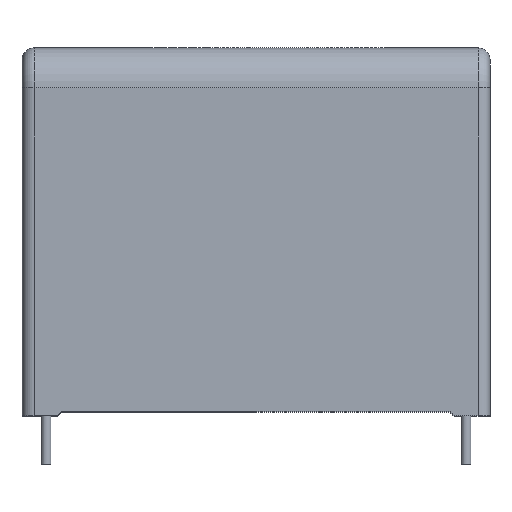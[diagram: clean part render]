
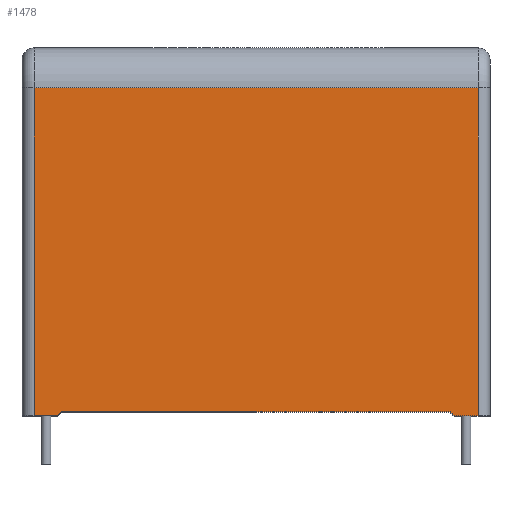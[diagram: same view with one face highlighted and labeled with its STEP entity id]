
A CAD part, top view. The second image highlights one B-rep face of the part: STEP entity #1478.
In plain terms, the highlighted planar face has unit normal (0, 0, 1).
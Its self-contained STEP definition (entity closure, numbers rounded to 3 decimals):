
#296 = ORIENTED_EDGE ( 'NONE', *, *, #3729, .F. ) ;
#306 = ORIENTED_EDGE ( 'NONE', *, *, #3341, .F. ) ;
#309 = ORIENTED_EDGE ( 'NONE', *, *, #1181, .T. ) ;
#314 = ORIENTED_EDGE ( 'NONE', *, *, #3153, .T. ) ;
#326 = ORIENTED_EDGE ( 'NONE', *, *, #2355, .T. ) ;
#332 = ORIENTED_EDGE ( 'NONE', *, *, #2156, .T. ) ;
#341 = ORIENTED_EDGE ( 'NONE', *, *, #1955, .T. ) ;
#345 = ORIENTED_EDGE ( 'NONE', *, *, #1697, .F. ) ;
#370 = VECTOR ( 'NONE', #3570, 1000. ) ;
#383 = FACE_OUTER_BOUND ( 'NONE', #1807, .T. ) ;
#438 = DIRECTION ( 'NONE',  ( -1., 0., 0. ) ) ;
#465 = VERTEX_POINT ( 'NONE', #3187 ) ;
#487 = CARTESIAN_POINT ( 'NONE',  ( 27.75, 0., 15.5 ) ) ;
#574 = CARTESIAN_POINT ( 'NONE',  ( 27.75, 41., 15.5 ) ) ;
#653 = DIRECTION ( 'NONE',  ( -0.707, 0.707, 0. ) ) ;
#728 = VERTEX_POINT ( 'NONE', #1831 ) ;
#886 = DIRECTION ( 'NONE',  ( 0., -1., 0. ) ) ;
#1025 = VECTOR ( 'NONE', #653, 1000. ) ;
#1093 = VECTOR ( 'NONE', #3851, 1000. ) ;
#1181 = EDGE_CURVE ( 'NONE', #3974, #2594, #2936, .T. ) ;
#1185 = VERTEX_POINT ( 'NONE', #4144 ) ;
#1271 = DIRECTION ( 'NONE',  ( -0.707, -0.707, 0. ) ) ;
#1364 = LINE ( 'NONE', #2364, #370 ) ;
#1463 = AXIS2_PLACEMENT_3D ( 'NONE', #2526, #2539, #438 ) ;
#1478 = ADVANCED_FACE ( 'NONE', ( #383 ), #2239, .F. ) ;
#1484 = CARTESIAN_POINT ( 'NONE',  ( -24.75, 0., 15.5 ) ) ;
#1621 = LINE ( 'NONE', #1642, #3953 ) ;
#1642 = CARTESIAN_POINT ( 'NONE',  ( -24.75, 0., 15.5 ) ) ;
#1697 = EDGE_CURVE ( 'NONE', #728, #2457, #1621, .T. ) ;
#1739 = VERTEX_POINT ( 'NONE', #574 ) ;
#1740 = CARTESIAN_POINT ( 'NONE',  ( -29.25, 0., 15.5 ) ) ;
#1807 = EDGE_LOOP ( 'NONE', ( #296, #306, #309, #314, #326, #332, #341, #345 ) ) ;
#1831 = CARTESIAN_POINT ( 'NONE',  ( -24.25, 0.5, 15.5 ) ) ;
#1839 = LINE ( 'NONE', #3223, #2571 ) ;
#1848 = DIRECTION ( 'NONE',  ( 1., 0., 0. ) ) ;
#1955 = EDGE_CURVE ( 'NONE', #1185, #2457, #4085, .T. ) ;
#1972 = LINE ( 'NONE', #2884, #3536 ) ;
#2156 = EDGE_CURVE ( 'NONE', #465, #1185, #1972, .T. ) ;
#2239 = PLANE ( 'NONE',  #1463 ) ;
#2240 = CARTESIAN_POINT ( 'NONE',  ( 24.75, 0., 15.5 ) ) ;
#2346 = DIRECTION ( 'NONE',  ( 0., 1., 0. ) ) ;
#2355 = EDGE_CURVE ( 'NONE', #1739, #465, #3666, .T. ) ;
#2364 = CARTESIAN_POINT ( 'NONE',  ( -24.25, 0.5, 15.5 ) ) ;
#2407 = DIRECTION ( 'NONE',  ( -1., 0., 0. ) ) ;
#2457 = VERTEX_POINT ( 'NONE', #1484 ) ;
#2463 = CARTESIAN_POINT ( 'NONE',  ( -29.25, 0., 15.5 ) ) ;
#2526 = CARTESIAN_POINT ( 'NONE',  ( -29.25, 46., 15.5 ) ) ;
#2539 = DIRECTION ( 'NONE',  ( 0., 0., -1. ) ) ;
#2571 = VECTOR ( 'NONE', #2346, 1000. ) ;
#2594 = VERTEX_POINT ( 'NONE', #487 ) ;
#2713 = CARTESIAN_POINT ( 'NONE',  ( 24.25, 0.5, 15.5 ) ) ;
#2792 = LINE ( 'NONE', #2713, #1025 ) ;
#2884 = CARTESIAN_POINT ( 'NONE',  ( -27.75, 46., 15.5 ) ) ;
#2894 = VECTOR ( 'NONE', #2407, 1000. ) ;
#2936 = LINE ( 'NONE', #1740, #1093 ) ;
#3153 = EDGE_CURVE ( 'NONE', #2594, #1739, #1839, .T. ) ;
#3187 = CARTESIAN_POINT ( 'NONE',  ( -27.75, 41., 15.5 ) ) ;
#3223 = CARTESIAN_POINT ( 'NONE',  ( 27.75, 46., 15.5 ) ) ;
#3309 = VECTOR ( 'NONE', #1848, 1000. ) ;
#3341 = EDGE_CURVE ( 'NONE', #3974, #4241, #2792, .T. ) ;
#3369 = CARTESIAN_POINT ( 'NONE',  ( 24.25, 0.5, 15.5 ) ) ;
#3536 = VECTOR ( 'NONE', #886, 1000. ) ;
#3570 = DIRECTION ( 'NONE',  ( -1., 0., 0. ) ) ;
#3571 = CARTESIAN_POINT ( 'NONE',  ( -29.25, 41., 15.5 ) ) ;
#3666 = LINE ( 'NONE', #3571, #2894 ) ;
#3729 = EDGE_CURVE ( 'NONE', #4241, #728, #1364, .T. ) ;
#3851 = DIRECTION ( 'NONE',  ( 1., 0., 0. ) ) ;
#3953 = VECTOR ( 'NONE', #1271, 1000. ) ;
#3974 = VERTEX_POINT ( 'NONE', #2240 ) ;
#4085 = LINE ( 'NONE', #2463, #3309 ) ;
#4144 = CARTESIAN_POINT ( 'NONE',  ( -27.75, 0., 15.5 ) ) ;
#4241 = VERTEX_POINT ( 'NONE', #3369 ) ;
